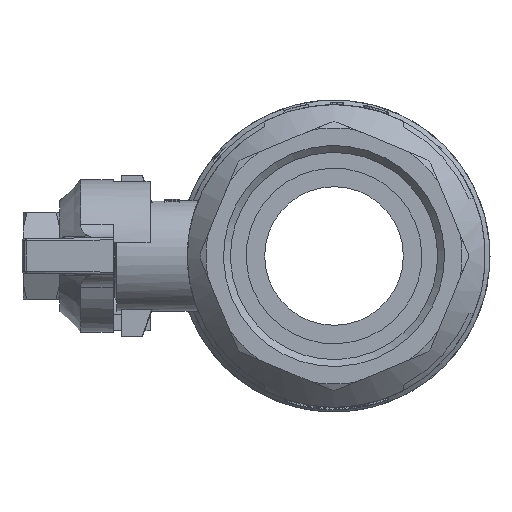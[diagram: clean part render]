
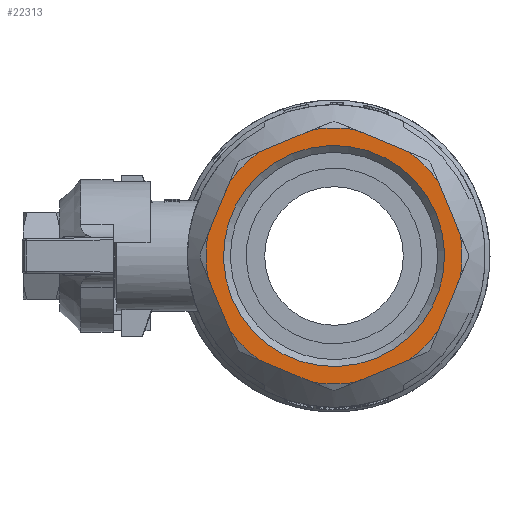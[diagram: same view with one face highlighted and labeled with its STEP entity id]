
A CAD part, left-side view. The second image highlights one B-rep face of the part: STEP entity #22313.
In plain terms, the highlighted face is planar.
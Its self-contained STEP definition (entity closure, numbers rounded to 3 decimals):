
#1782=PLANE('',#24583);
#3225=LINE('',#41008,#4598);
#3233=LINE('',#41195,#4606);
#3234=LINE('',#41199,#4607);
#3235=LINE('',#41200,#4608);
#3236=LINE('',#41201,#4609);
#3237=LINE('',#41205,#4610);
#3238=LINE('',#41206,#4611);
#3239=LINE('',#41210,#4612);
#4598=VECTOR('',#29144,1000.);
#4606=VECTOR('',#29178,1000.);
#4607=VECTOR('',#29181,1000.);
#4608=VECTOR('',#29182,1000.);
#4609=VECTOR('',#29183,1000.);
#4610=VECTOR('',#29186,1000.);
#4611=VECTOR('',#29187,1000.);
#4612=VECTOR('',#29190,1000.);
#7372=ORIENTED_EDGE('',*,*,#14056,.F.);
#7373=ORIENTED_EDGE('',*,*,#14057,.T.);
#7374=ORIENTED_EDGE('',*,*,#14058,.F.);
#7375=ORIENTED_EDGE('',*,*,#14017,.T.);
#7376=ORIENTED_EDGE('',*,*,#14059,.F.);
#7377=ORIENTED_EDGE('',*,*,#14039,.T.);
#7378=ORIENTED_EDGE('',*,*,#14035,.F.);
#7379=ORIENTED_EDGE('',*,*,#14028,.T.);
#7380=ORIENTED_EDGE('',*,*,#14060,.F.);
#7381=ORIENTED_EDGE('',*,*,#14061,.T.);
#7382=ORIENTED_EDGE('',*,*,#14062,.F.);
#7383=ORIENTED_EDGE('',*,*,#14054,.T.);
#7384=ORIENTED_EDGE('',*,*,#14063,.F.);
#7385=ORIENTED_EDGE('',*,*,#14064,.T.);
#7386=ORIENTED_EDGE('',*,*,#14065,.F.);
#7387=ORIENTED_EDGE('',*,*,#14047,.T.);
#7388=ORIENTED_EDGE('',*,*,#14066,.F.);
#14017=EDGE_CURVE('',#17428,#17427,#18977,.T.);
#14028=EDGE_CURVE('',#17437,#17435,#18981,.T.);
#14035=EDGE_CURVE('',#17437,#17443,#3225,.T.);
#14039=EDGE_CURVE('',#17445,#17443,#18985,.T.);
#14047=EDGE_CURVE('',#17450,#17449,#18987,.T.);
#14054=EDGE_CURVE('',#17454,#17453,#18990,.T.);
#14056=EDGE_CURVE('',#17455,#17449,#3233,.T.);
#14057=EDGE_CURVE('',#17455,#17456,#18991,.T.);
#14058=EDGE_CURVE('',#17428,#17456,#3234,.T.);
#14059=EDGE_CURVE('',#17445,#17427,#3235,.T.);
#14060=EDGE_CURVE('',#17457,#17435,#3236,.T.);
#14061=EDGE_CURVE('',#17457,#17458,#18992,.T.);
#14062=EDGE_CURVE('',#17454,#17458,#3237,.T.);
#14063=EDGE_CURVE('',#17459,#17453,#3238,.T.);
#14064=EDGE_CURVE('',#17459,#17460,#18993,.T.);
#14065=EDGE_CURVE('',#17450,#17460,#3239,.T.);
#14066=EDGE_CURVE('',#17461,#17461,#18994,.T.);
#17427=VERTEX_POINT('',#40920);
#17428=VERTEX_POINT('',#40922);
#17435=VERTEX_POINT('',#40979);
#17437=VERTEX_POINT('',#40982);
#17443=VERTEX_POINT('',#41009);
#17445=VERTEX_POINT('',#41103);
#17449=VERTEX_POINT('',#41140);
#17450=VERTEX_POINT('',#41142);
#17453=VERTEX_POINT('',#41178);
#17454=VERTEX_POINT('',#41180);
#17455=VERTEX_POINT('',#41196);
#17456=VERTEX_POINT('',#41198);
#17457=VERTEX_POINT('',#41202);
#17458=VERTEX_POINT('',#41204);
#17459=VERTEX_POINT('',#41207);
#17460=VERTEX_POINT('',#41209);
#17461=VERTEX_POINT('',#41212);
#18977=CIRCLE('',#24557,27.725);
#18981=CIRCLE('',#24565,27.725);
#18985=CIRCLE('',#24572,27.725);
#18987=CIRCLE('',#24576,27.725);
#18990=CIRCLE('',#24582,27.725);
#18991=CIRCLE('',#24584,27.725);
#18992=CIRCLE('',#24585,27.725);
#18993=CIRCLE('',#24586,27.725);
#18994=CIRCLE('',#24587,23.923);
#19413=EDGE_LOOP('',(#7372,#7373,#7374,#7375,#7376,#7377,#7378,#7379,#7380,
#7381,#7382,#7383,#7384,#7385,#7386,#7387));
#19414=EDGE_LOOP('',(#7388));
#20844=FACE_BOUND('',#19413,.T.);
#20845=FACE_BOUND('',#19414,.T.);
#22313=ADVANCED_FACE('',(#20844,#20845),#1782,.T.);
#24557=AXIS2_PLACEMENT_3D('',#40921,#29110,#29111);
#24565=AXIS2_PLACEMENT_3D('',#40981,#29130,#29131);
#24572=AXIS2_PLACEMENT_3D('',#41102,#29148,#29149);
#24576=AXIS2_PLACEMENT_3D('',#41141,#29160,#29161);
#24582=AXIS2_PLACEMENT_3D('',#41179,#29174,#29175);
#24583=AXIS2_PLACEMENT_3D('',#41194,#29176,#29177);
#24584=AXIS2_PLACEMENT_3D('',#41197,#29179,#29180);
#24585=AXIS2_PLACEMENT_3D('',#41203,#29184,#29185);
#24586=AXIS2_PLACEMENT_3D('',#41208,#29188,#29189);
#24587=AXIS2_PLACEMENT_3D('',#41211,#29191,#29192);
#29110=DIRECTION('',(0.,0.,1.));
#29111=DIRECTION('',(0.924,-0.383,0.));
#29130=DIRECTION('',(0.,0.,1.));
#29131=DIRECTION('',(0.924,-0.383,0.));
#29144=DIRECTION('',(-0.383,0.924,0.));
#29148=DIRECTION('',(0.,0.,1.));
#29149=DIRECTION('',(0.924,-0.383,0.));
#29160=DIRECTION('',(0.,0.,1.));
#29161=DIRECTION('',(0.924,-0.383,0.));
#29174=DIRECTION('',(0.,0.,1.));
#29175=DIRECTION('',(0.924,-0.383,0.));
#29176=DIRECTION('',(0.,0.,1.));
#29177=DIRECTION('',(1.,0.,0.));
#29178=DIRECTION('',(0.924,-0.383,0.));
#29179=DIRECTION('',(0.,0.,1.));
#29180=DIRECTION('',(0.924,-0.383,0.));
#29181=DIRECTION('',(0.924,0.383,0.));
#29182=DIRECTION('',(0.383,0.924,0.));
#29183=DIRECTION('',(-0.924,0.383,0.));
#29184=DIRECTION('',(0.,0.,1.));
#29185=DIRECTION('',(0.924,-0.383,0.));
#29186=DIRECTION('',(-0.924,-0.383,0.));
#29187=DIRECTION('',(-0.383,-0.924,0.));
#29188=DIRECTION('',(0.,0.,1.));
#29189=DIRECTION('',(0.924,-0.383,0.));
#29190=DIRECTION('',(0.383,-0.924,0.));
#29191=DIRECTION('',(0.,0.,1.));
#29192=DIRECTION('',(0.924,-0.383,0.));
#40920=CARTESIAN_POINT('',(-22.535,16.15,64.5));
#40921=CARTESIAN_POINT('',(0.,0.,64.5));
#40922=CARTESIAN_POINT('',(-16.15,22.535,64.5));
#40979=CARTESIAN_POINT('',(-16.15,-22.535,64.5));
#40981=CARTESIAN_POINT('',(0.,0.,64.5));
#40982=CARTESIAN_POINT('',(-22.535,-16.15,64.5));
#41008=CARTESIAN_POINT('',(-31.338,5.103,64.5));
#41009=CARTESIAN_POINT('',(-27.355,-4.515,64.5));
#41102=CARTESIAN_POINT('',(0.,0.,64.5));
#41103=CARTESIAN_POINT('',(-27.355,4.515,64.5));
#41140=CARTESIAN_POINT('',(16.15,22.535,64.5));
#41141=CARTESIAN_POINT('',(0.,0.,64.5));
#41142=CARTESIAN_POINT('',(22.535,16.15,64.5));
#41178=CARTESIAN_POINT('',(22.535,-16.15,64.5));
#41179=CARTESIAN_POINT('',(0.,0.,64.5));
#41180=CARTESIAN_POINT('',(16.15,-22.535,64.5));
#41194=CARTESIAN_POINT('',(20.443,-16.345,64.5));
#41195=CARTESIAN_POINT('',(33.56,15.323,64.5));
#41196=CARTESIAN_POINT('',(4.515,27.355,64.5));
#41197=CARTESIAN_POINT('',(0.,0.,64.5));
#41198=CARTESIAN_POINT('',(-4.515,27.355,64.5));
#41199=CARTESIAN_POINT('',(-44.786,10.674,64.5));
#41200=CARTESIAN_POINT('',(-27.73,3.609,64.5));
#41201=CARTESIAN_POINT('',(12.896,-34.566,64.5));
#41202=CARTESIAN_POINT('',(-4.515,-27.355,64.5));
#41203=CARTESIAN_POINT('',(0.,0.,64.5));
#41204=CARTESIAN_POINT('',(4.515,-27.355,64.5));
#41205=CARTESIAN_POINT('',(25.768,-18.551,64.5));
#41206=CARTESIAN_POINT('',(22.16,-17.056,64.5));
#41207=CARTESIAN_POINT('',(27.355,-4.515,64.5));
#41208=CARTESIAN_POINT('',(0.,0.,64.5));
#41209=CARTESIAN_POINT('',(27.355,4.515,64.5));
#41210=CARTESIAN_POINT('',(28.219,2.428,64.5));
#41211=CARTESIAN_POINT('',(0.,0.,64.5));
#41212=CARTESIAN_POINT('',(22.102,-9.155,64.5));
